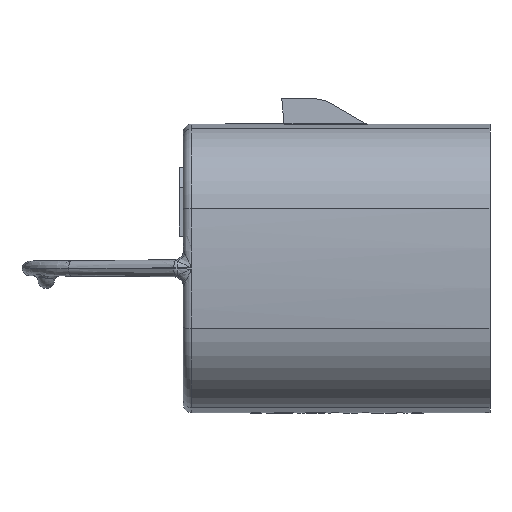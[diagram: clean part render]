
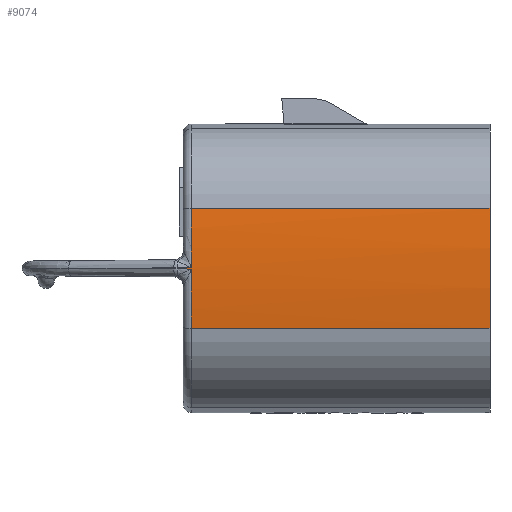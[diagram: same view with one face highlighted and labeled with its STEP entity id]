
A CAD part, left-side view. The second image highlights one B-rep face of the part: STEP entity #9074.
In plain terms, the highlighted cylindrical face has radius 31.728 mm (diameter 63.455 mm), a partial arc.
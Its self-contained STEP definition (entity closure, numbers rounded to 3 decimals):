
#1275=CARTESIAN_POINT('',(-7.718,-0.75,
0.042));
#1282=CARTESIAN_POINT('',(24.01,-0.75,0.));
#1283=DIRECTION('',(0.,-1.,0.));
#1284=DIRECTION('',(-1.,0.,-0.001));
#1285=AXIS2_PLACEMENT_3D('',#1282,#1283,#1284);
#1287=DIRECTION('',(0.,-1.,-0.009));
#1288=VECTOR('',#1287,0.889);
#1289=CARTESIAN_POINT('',(-7.718,0.139,
-0.034));
#1290=LINE('',#1289,#1288);
#1291=CARTESIAN_POINT('',(24.01,0.139,0.));
#1292=DIRECTION('',(0.,-1.,0.));
#1293=DIRECTION('',(-1.,0.,0.001));
#1294=AXIS2_PLACEMENT_3D('',#1291,#1292,#1293);
#1296=DIRECTION('',(0.,1.,-0.009));
#1297=VECTOR('',#1296,0.889);
#1298=CARTESIAN_POINT('',(-7.718,-0.75,
0.042));
#1299=LINE('',#1298,#1297);
#1300=CARTESIAN_POINT('',(24.01,-0.75,0.));
#1301=DIRECTION('',(0.,-1.,0.));
#1302=DIRECTION('',(-0.993,0.,0.117));
#1303=AXIS2_PLACEMENT_3D('',#1300,#1301,#1302);
#1305=DIRECTION('',(0.,-1.,0.));
#1306=VECTOR('',#1305,18.5);
#1307=CARTESIAN_POINT('',(-7.499,-0.75,3.722));
#1308=LINE('',#1307,#1306);
#1309=CARTESIAN_POINT('',(24.01,-19.25,0.));
#1310=DIRECTION('',(0.,-1.,0.));
#1311=DIRECTION('',(-0.993,0.,0.117));
#1312=AXIS2_PLACEMENT_3D('',#1309,#1310,#1311);
#1321=CARTESIAN_POINT('',(-7.718,-0.75,
-0.042));
#1417=DIRECTION('',(0.,-1.,0.));
#1418=VECTOR('',#1417,18.5);
#1419=CARTESIAN_POINT('',(-7.499,-0.75,-3.722));
#1420=LINE('',#1419,#1418);
#6757=CARTESIAN_POINT('',(-7.499,-19.25,-3.722));
#6759=VERTEX_POINT('',#6757);
#6778=CARTESIAN_POINT('',(-7.499,-19.25,3.722));
#6779=VERTEX_POINT('',#6778);
#6796=CARTESIAN_POINT('',(-7.499,-0.75,-3.722));
#6797=VERTEX_POINT('',#6796);
#6803=CARTESIAN_POINT('',(-7.499,-0.75,3.722));
#6805=VERTEX_POINT('',#6803);
#6832=CARTESIAN_POINT('',(-7.718,0.139,
0.034));
#6833=CARTESIAN_POINT('',(-7.718,0.139,
-0.034));
#6834=VERTEX_POINT('',#6832);
#6835=VERTEX_POINT('',#6833);
#6873=VERTEX_POINT('',#1321);
#6887=VERTEX_POINT('',#1275);
#9055=CARTESIAN_POINT('',(24.01,-4.2,0.));
#9056=DIRECTION('',(0.,1.,0.));
#9057=DIRECTION('',(-1.,0.,0.));
#9058=AXIS2_PLACEMENT_3D('',#9055,#9056,#9057);
#9059=CYLINDRICAL_SURFACE('',#9058,31.728);
#9061=ORIENTED_EDGE('',*,*,#9060,.F.);
#9063=ORIENTED_EDGE('',*,*,#9062,.F.);
#9065=ORIENTED_EDGE('',*,*,#9064,.F.);
#9066=ORIENTED_EDGE('',*,*,#9048,.F.);
#9067=ORIENTED_EDGE('',*,*,#8972,.F.);
#9068=ORIENTED_EDGE('',*,*,#8938,.T.);
#9069=ORIENTED_EDGE('',*,*,#7175,.T.);
#9071=ORIENTED_EDGE('',*,*,#9070,.F.);
#9072=EDGE_LOOP('',(#9061,#9063,#9065,#9066,#9067,#9068,#9069,#9071));
#9073=FACE_OUTER_BOUND('',#9072,.F.);
#9074=ADVANCED_FACE('',(#9073),#9059,.T.);
#1286=CIRCLE('',#1285,31.728);
#1295=CIRCLE('',#1294,31.728);
#1304=CIRCLE('',#1303,31.728);
#1313=CIRCLE('',#1312,31.728);
#7175=EDGE_CURVE('',#6779,#6759,#1313,.T.);
#8938=EDGE_CURVE('',#6805,#6779,#1308,.T.);
#8972=EDGE_CURVE('',#6805,#6887,#1304,.T.);
#9048=EDGE_CURVE('',#6887,#6834,#1299,.T.);
#9060=EDGE_CURVE('',#6873,#6797,#1286,.T.);
#9062=EDGE_CURVE('',#6835,#6873,#1290,.T.);
#9064=EDGE_CURVE('',#6834,#6835,#1295,.T.);
#9070=EDGE_CURVE('',#6797,#6759,#1420,.T.);
